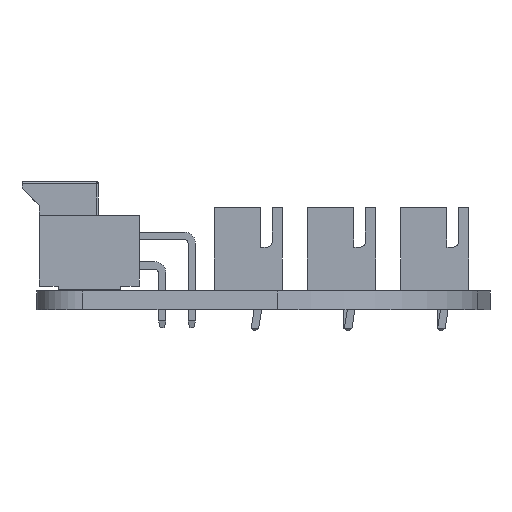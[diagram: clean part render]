
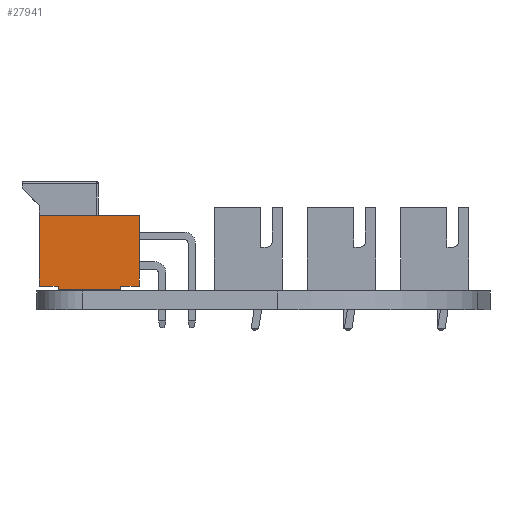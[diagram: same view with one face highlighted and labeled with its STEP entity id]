
A CAD part, left-side view. The second image highlights one B-rep face of the part: STEP entity #27941.
In plain terms, the highlighted face is planar.
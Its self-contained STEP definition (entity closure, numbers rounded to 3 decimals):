
#8516 = PLANE('',#8517);
#8517 = AXIS2_PLACEMENT_3D('',#8518,#8519,#8520);
#8518 = CARTESIAN_POINT('',(10.47,-2.99,-4.23));
#8519 = DIRECTION('',(0.,0.,-1.));
#8520 = DIRECTION('',(0.,-1.,0.));
#8993 = PLANE('',#8994);
#8994 = AXIS2_PLACEMENT_3D('',#8995,#8996,#8997);
#8995 = CARTESIAN_POINT('',(0.,-2.99,0.));
#8996 = DIRECTION('',(0.,1.,0.));
#8997 = DIRECTION('',(1.,0.,0.));
#9125 = VERTEX_POINT('',#9126);
#9126 = CARTESIAN_POINT('',(10.47,-2.99,4.23));
#9140 = PLANE('',#9141);
#9141 = AXIS2_PLACEMENT_3D('',#9142,#9143,#9144);
#9142 = CARTESIAN_POINT('',(-10.47,-2.99,4.23));
#9143 = DIRECTION('',(0.,0.,1.));
#9144 = DIRECTION('',(1.,0.,0.));
#9152 = EDGE_CURVE('',#9125,#9153,#9155,.T.);
#9153 = VERTEX_POINT('',#9154);
#9154 = CARTESIAN_POINT('',(10.47,-2.99,2.63));
#9155 = SURFACE_CURVE('',#9156,(#9160,#9167),.PCURVE_S1.);
#9156 = LINE('',#9157,#9158);
#9157 = CARTESIAN_POINT('',(10.47,-2.99,4.23)
  );
#9158 = VECTOR('',#9159,1.);
#9159 = DIRECTION('',(0.,0.,-1.));
#9160 = PCURVE('',#8993,#9161);
#9161 = DEFINITIONAL_REPRESENTATION('',(#9162),#9166);
#9162 = LINE('',#9163,#9164);
#9163 = CARTESIAN_POINT('',(10.47,-4.23));
#9164 = VECTOR('',#9165,1.);
#9165 = DIRECTION('',(0.,1.));
#9166 = ( GEOMETRIC_REPRESENTATION_CONTEXT(2) 
PARAMETRIC_REPRESENTATION_CONTEXT() REPRESENTATION_CONTEXT('2D SPACE',''
  ) );
#9167 = PCURVE('',#9168,#9173);
#9168 = PLANE('',#9169);
#9169 = AXIS2_PLACEMENT_3D('',#9170,#9171,#9172);
#9170 = CARTESIAN_POINT('',(10.47,-2.99,4.23));
#9171 = DIRECTION('',(1.,0.,0.));
#9172 = DIRECTION('',(0.,1.,0.));
#9173 = DEFINITIONAL_REPRESENTATION('',(#9174),#9178);
#9174 = LINE('',#9175,#9176);
#9175 = CARTESIAN_POINT('',(0.,0.));
#9176 = VECTOR('',#9177,1.);
#9177 = DIRECTION('',(0.,-1.));
#9178 = ( GEOMETRIC_REPRESENTATION_CONTEXT(2) 
PARAMETRIC_REPRESENTATION_CONTEXT() REPRESENTATION_CONTEXT('2D SPACE',''
  ) );
#9196 = PLANE('',#9197);
#9197 = AXIS2_PLACEMENT_3D('',#9198,#9199,#9200);
#9198 = CARTESIAN_POINT('',(10.47,-2.99,2.63));
#9199 = DIRECTION('',(0.,0.,1.));
#9200 = DIRECTION('',(1.,0.,0.));
#9237 = VERTEX_POINT('',#9238);
#9238 = CARTESIAN_POINT('',(10.47,-2.99,-2.63));
#9252 = PLANE('',#9253);
#9253 = AXIS2_PLACEMENT_3D('',#9254,#9255,#9256);
#9254 = CARTESIAN_POINT('',(9.87,-2.99,-2.63));
#9255 = DIRECTION('',(0.,0.,-1.));
#9256 = DIRECTION('',(0.,-1.,0.));
#9264 = EDGE_CURVE('',#9237,#9265,#9267,.T.);
#9265 = VERTEX_POINT('',#9266);
#9266 = CARTESIAN_POINT('',(10.47,-2.99,-4.23));
#9267 = SURFACE_CURVE('',#9268,(#9272,#9279),.PCURVE_S1.);
#9268 = LINE('',#9269,#9270);
#9269 = CARTESIAN_POINT('',(10.47,-2.99,-2.63
    ));
#9270 = VECTOR('',#9271,1.);
#9271 = DIRECTION('',(0.,0.,-1.));
#9272 = PCURVE('',#8993,#9273);
#9273 = DEFINITIONAL_REPRESENTATION('',(#9274),#9278);
#9274 = LINE('',#9275,#9276);
#9275 = CARTESIAN_POINT('',(10.47,2.63));
#9276 = VECTOR('',#9277,1.);
#9277 = DIRECTION('',(0.,1.));
#9278 = ( GEOMETRIC_REPRESENTATION_CONTEXT(2) 
PARAMETRIC_REPRESENTATION_CONTEXT() REPRESENTATION_CONTEXT('2D SPACE',''
  ) );
#9279 = PCURVE('',#9168,#9280);
#9280 = DEFINITIONAL_REPRESENTATION('',(#9281),#9285);
#9281 = LINE('',#9282,#9283);
#9282 = CARTESIAN_POINT('',(0.,-6.86));
#9283 = VECTOR('',#9284,1.);
#9284 = DIRECTION('',(0.,-1.));
#9285 = ( GEOMETRIC_REPRESENTATION_CONTEXT(2) 
PARAMETRIC_REPRESENTATION_CONTEXT() REPRESENTATION_CONTEXT('2D SPACE',''
  ) );
#12255 = PLANE('',#12256);
#12256 = AXIS2_PLACEMENT_3D('',#12257,#12258,#12259);
#12257 = CARTESIAN_POINT('',(0.,2.99,0.));
#12258 = DIRECTION('',(0.,1.,0.));
#12259 = DIRECTION('',(1.,0.,0.));
#12678 = EDGE_CURVE('',#9125,#12679,#12681,.T.);
#12679 = VERTEX_POINT('',#12680);
#12680 = CARTESIAN_POINT('',(10.47,2.99,4.23));
#12681 = SURFACE_CURVE('',#12682,(#12686,#12693),.PCURVE_S1.);
#12682 = LINE('',#12683,#12684);
#12683 = CARTESIAN_POINT('',(10.47,-2.99,4.23
    ));
#12684 = VECTOR('',#12685,1.);
#12685 = DIRECTION('',(0.,1.,0.));
#12686 = PCURVE('',#9140,#12687);
#12687 = DEFINITIONAL_REPRESENTATION('',(#12688),#12692);
#12688 = LINE('',#12689,#12690);
#12689 = CARTESIAN_POINT('',(20.94,0.));
#12690 = VECTOR('',#12691,1.);
#12691 = DIRECTION('',(0.,1.));
#12692 = ( GEOMETRIC_REPRESENTATION_CONTEXT(2) 
PARAMETRIC_REPRESENTATION_CONTEXT() REPRESENTATION_CONTEXT('2D SPACE',''
  ) );
#12693 = PCURVE('',#9168,#12694);
#12694 = DEFINITIONAL_REPRESENTATION('',(#12695),#12699);
#12695 = LINE('',#12696,#12697);
#12696 = CARTESIAN_POINT('',(0.,0.));
#12697 = VECTOR('',#12698,1.);
#12698 = DIRECTION('',(1.,0.));
#12699 = ( GEOMETRIC_REPRESENTATION_CONTEXT(2) 
PARAMETRIC_REPRESENTATION_CONTEXT() REPRESENTATION_CONTEXT('2D SPACE',''
  ) );
#26286 = PLANE('',#26287);
#26287 = AXIS2_PLACEMENT_3D('',#26288,#26289,#26290);
#26288 = CARTESIAN_POINT('',(-10.47,-3.29,4.23));
#26289 = DIRECTION('',(0.,-1.,0.));
#26290 = DIRECTION('',(0.,0.,-1.));
#27941 = ADVANCED_FACE('',(#27942),#9168,.T.);
#27942 = FACE_BOUND('',#27943,.T.);
#27943 = EDGE_LOOP('',(#27944,#27967,#27988,#27989,#27990,#28013,#28036,
    #28057));
#27944 = ORIENTED_EDGE('',*,*,#27945,.T.);
#27945 = EDGE_CURVE('',#9265,#27946,#27948,.T.);
#27946 = VERTEX_POINT('',#27947);
#27947 = CARTESIAN_POINT('',(10.47,2.99,-4.23));
#27948 = SURFACE_CURVE('',#27949,(#27953,#27960),.PCURVE_S1.);
#27949 = LINE('',#27950,#27951);
#27950 = CARTESIAN_POINT('',(10.47,-2.99,
    -4.23));
#27951 = VECTOR('',#27952,1.);
#27952 = DIRECTION('',(0.,1.,0.));
#27953 = PCURVE('',#9168,#27954);
#27954 = DEFINITIONAL_REPRESENTATION('',(#27955),#27959);
#27955 = LINE('',#27956,#27957);
#27956 = CARTESIAN_POINT('',(0.,-8.46));
#27957 = VECTOR('',#27958,1.);
#27958 = DIRECTION('',(1.,0.));
#27959 = ( GEOMETRIC_REPRESENTATION_CONTEXT(2) 
PARAMETRIC_REPRESENTATION_CONTEXT() REPRESENTATION_CONTEXT('2D SPACE',''
  ) );
#27960 = PCURVE('',#8516,#27961);
#27961 = DEFINITIONAL_REPRESENTATION('',(#27962),#27966);
#27962 = LINE('',#27963,#27964);
#27963 = CARTESIAN_POINT('',(0.,0.));
#27964 = VECTOR('',#27965,1.);
#27965 = DIRECTION('',(-1.,-0.));
#27966 = ( GEOMETRIC_REPRESENTATION_CONTEXT(2) 
PARAMETRIC_REPRESENTATION_CONTEXT() REPRESENTATION_CONTEXT('2D SPACE',''
  ) );
#27967 = ORIENTED_EDGE('',*,*,#27968,.F.);
#27968 = EDGE_CURVE('',#12679,#27946,#27969,.T.);
#27969 = SURFACE_CURVE('',#27970,(#27974,#27981),.PCURVE_S1.);
#27970 = LINE('',#27971,#27972);
#27971 = CARTESIAN_POINT('',(10.47,2.99,4.23)
  );
#27972 = VECTOR('',#27973,1.);
#27973 = DIRECTION('',(0.,0.,-1.));
#27974 = PCURVE('',#9168,#27975);
#27975 = DEFINITIONAL_REPRESENTATION('',(#27976),#27980);
#27976 = LINE('',#27977,#27978);
#27977 = CARTESIAN_POINT('',(5.98,0.));
#27978 = VECTOR('',#27979,1.);
#27979 = DIRECTION('',(0.,-1.));
#27980 = ( GEOMETRIC_REPRESENTATION_CONTEXT(2) 
PARAMETRIC_REPRESENTATION_CONTEXT() REPRESENTATION_CONTEXT('2D SPACE',''
  ) );
#27981 = PCURVE('',#12255,#27982);
#27982 = DEFINITIONAL_REPRESENTATION('',(#27983),#27987);
#27983 = LINE('',#27984,#27985);
#27984 = CARTESIAN_POINT('',(10.47,-4.23));
#27985 = VECTOR('',#27986,1.);
#27986 = DIRECTION('',(0.,1.));
#27987 = ( GEOMETRIC_REPRESENTATION_CONTEXT(2) 
PARAMETRIC_REPRESENTATION_CONTEXT() REPRESENTATION_CONTEXT('2D SPACE',''
  ) );
#27988 = ORIENTED_EDGE('',*,*,#12678,.F.);
#27989 = ORIENTED_EDGE('',*,*,#9152,.T.);
#27990 = ORIENTED_EDGE('',*,*,#27991,.T.);
#27991 = EDGE_CURVE('',#9153,#27992,#27994,.T.);
#27992 = VERTEX_POINT('',#27993);
#27993 = CARTESIAN_POINT('',(10.47,-3.29,2.63));
#27994 = SURFACE_CURVE('',#27995,(#27999,#28006),.PCURVE_S1.);
#27995 = LINE('',#27996,#27997);
#27996 = CARTESIAN_POINT('',(10.47,-2.99,2.63
    ));
#27997 = VECTOR('',#27998,1.);
#27998 = DIRECTION('',(0.,-1.,0.));
#27999 = PCURVE('',#9168,#28000);
#28000 = DEFINITIONAL_REPRESENTATION('',(#28001),#28005);
#28001 = LINE('',#28002,#28003);
#28002 = CARTESIAN_POINT('',(0.,-1.6));
#28003 = VECTOR('',#28004,1.);
#28004 = DIRECTION('',(-1.,0.));
#28005 = ( GEOMETRIC_REPRESENTATION_CONTEXT(2) 
PARAMETRIC_REPRESENTATION_CONTEXT() REPRESENTATION_CONTEXT('2D SPACE',''
  ) );
#28006 = PCURVE('',#9196,#28007);
#28007 = DEFINITIONAL_REPRESENTATION('',(#28008),#28012);
#28008 = LINE('',#28009,#28010);
#28009 = CARTESIAN_POINT('',(0.,0.));
#28010 = VECTOR('',#28011,1.);
#28011 = DIRECTION('',(0.,-1.));
#28012 = ( GEOMETRIC_REPRESENTATION_CONTEXT(2) 
PARAMETRIC_REPRESENTATION_CONTEXT() REPRESENTATION_CONTEXT('2D SPACE',''
  ) );
#28013 = ORIENTED_EDGE('',*,*,#28014,.F.);
#28014 = EDGE_CURVE('',#28015,#27992,#28017,.T.);
#28015 = VERTEX_POINT('',#28016);
#28016 = CARTESIAN_POINT('',(10.47,-3.29,-2.63));
#28017 = SURFACE_CURVE('',#28018,(#28022,#28029),.PCURVE_S1.);
#28018 = LINE('',#28019,#28020);
#28019 = CARTESIAN_POINT('',(10.47,-3.29,
    -2.63));
#28020 = VECTOR('',#28021,1.);
#28021 = DIRECTION('',(0.,0.,1.));
#28022 = PCURVE('',#9168,#28023);
#28023 = DEFINITIONAL_REPRESENTATION('',(#28024),#28028);
#28024 = LINE('',#28025,#28026);
#28025 = CARTESIAN_POINT('',(-0.3,-6.86));
#28026 = VECTOR('',#28027,1.);
#28027 = DIRECTION('',(0.,1.));
#28028 = ( GEOMETRIC_REPRESENTATION_CONTEXT(2) 
PARAMETRIC_REPRESENTATION_CONTEXT() REPRESENTATION_CONTEXT('2D SPACE',''
  ) );
#28029 = PCURVE('',#26286,#28030);
#28030 = DEFINITIONAL_REPRESENTATION('',(#28031),#28035);
#28031 = LINE('',#28032,#28033);
#28032 = CARTESIAN_POINT('',(6.86,20.94));
#28033 = VECTOR('',#28034,1.);
#28034 = DIRECTION('',(-1.,0.));
#28035 = ( GEOMETRIC_REPRESENTATION_CONTEXT(2) 
PARAMETRIC_REPRESENTATION_CONTEXT() REPRESENTATION_CONTEXT('2D SPACE',''
  ) );
#28036 = ORIENTED_EDGE('',*,*,#28037,.F.);
#28037 = EDGE_CURVE('',#9237,#28015,#28038,.T.);
#28038 = SURFACE_CURVE('',#28039,(#28043,#28050),.PCURVE_S1.);
#28039 = LINE('',#28040,#28041);
#28040 = CARTESIAN_POINT('',(10.47,-2.99,
    -2.63));
#28041 = VECTOR('',#28042,1.);
#28042 = DIRECTION('',(0.,-1.,0.));
#28043 = PCURVE('',#9168,#28044);
#28044 = DEFINITIONAL_REPRESENTATION('',(#28045),#28049);
#28045 = LINE('',#28046,#28047);
#28046 = CARTESIAN_POINT('',(0.,-6.86));
#28047 = VECTOR('',#28048,1.);
#28048 = DIRECTION('',(-1.,0.));
#28049 = ( GEOMETRIC_REPRESENTATION_CONTEXT(2) 
PARAMETRIC_REPRESENTATION_CONTEXT() REPRESENTATION_CONTEXT('2D SPACE',''
  ) );
#28050 = PCURVE('',#9252,#28051);
#28051 = DEFINITIONAL_REPRESENTATION('',(#28052),#28056);
#28052 = LINE('',#28053,#28054);
#28053 = CARTESIAN_POINT('',(0.,-0.6));
#28054 = VECTOR('',#28055,1.);
#28055 = DIRECTION('',(1.,0.));
#28056 = ( GEOMETRIC_REPRESENTATION_CONTEXT(2) 
PARAMETRIC_REPRESENTATION_CONTEXT() REPRESENTATION_CONTEXT('2D SPACE',''
  ) );
#28057 = ORIENTED_EDGE('',*,*,#9264,.T.);
